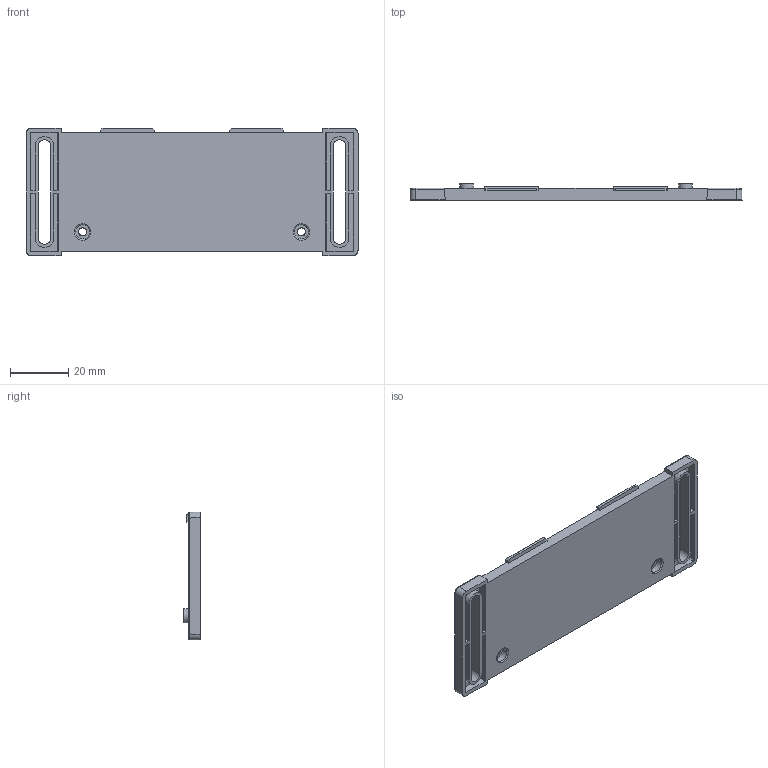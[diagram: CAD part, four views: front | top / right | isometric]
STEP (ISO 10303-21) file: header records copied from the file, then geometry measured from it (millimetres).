
FILE_DESCRIPTION(/* description */ (''),/* implementation_level */ '2;1');
FILE_NAME(/* name */ 'LCD Base.ipt.step',/* time_stamp */ '2020-04-16T23:11:35-04:00',/* author */ ('Hannah'),/* organization */ (''),/* preprocessor_version */ 'ST-DEVELOPER v17',/* originating_system */ 'Autodesk Inventor 2019',/* authorisation */ '');
FILE_SCHEMA (('AUTOMOTIVE_DESIGN { 1 0 10303 214 3 1 1 }'));
Length unit declared in the file: inch
Products named in the file (1): LCD Base
Bounding box: 114.3 x 5.64 x 44.04 mm (x, y, z)
Volume: 10691.9 mm3; surface area: 12603.9 mm2
Topology: 1 solids, 1 shells, 145 faces, 396 edges, 260 vertices
Faces by surface type: plane 87, cylinder 24, cone 18, bspline 8, torus 4, sphere 4
Entity records: 5095 total; most frequent: CARTESIAN_POINT 1326, ORIENTED_EDGE 784, DIRECTION 764, EDGE_CURVE 392, LINE 264, VECTOR 264, VERTEX_POINT 260, AXIS2_PLACEMENT_3D 250
